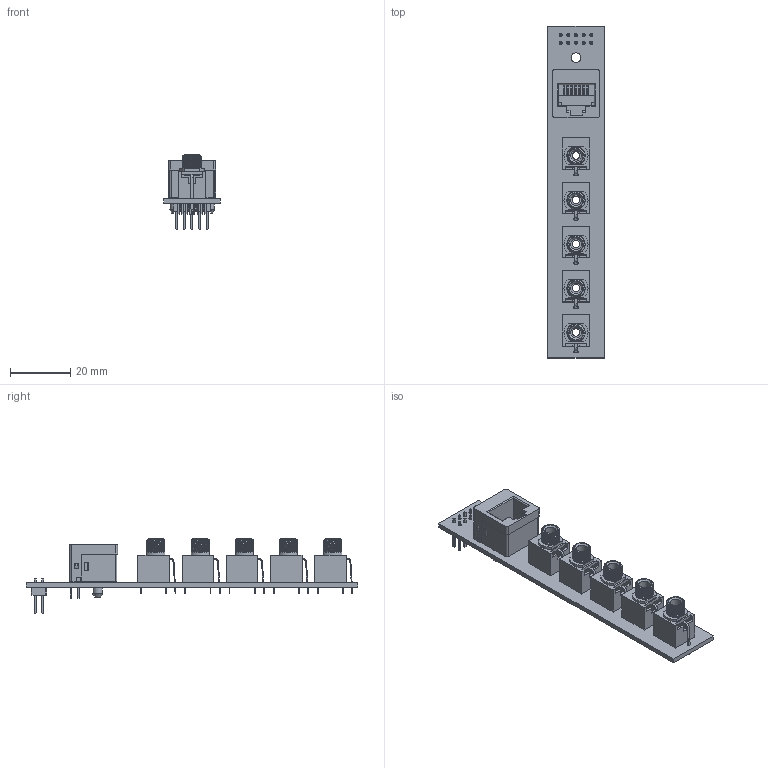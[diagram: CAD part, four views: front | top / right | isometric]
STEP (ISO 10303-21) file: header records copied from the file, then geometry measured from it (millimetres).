
FILE_DESCRIPTION(('KiCad electronic assembly'),'2;1');
FILE_NAME('Base_Controls.step','2023-03-30T10:56:02',('Pcbnew'),('Kicad' ),'Open CASCADE STEP processor 7.6','KiCad to STEP converter', 'Unknown');
FILE_SCHEMA(('AUTOMOTIVE_DESIGN { 1 0 10303 214 1 1 1 1 }'));
Length unit declared in the file: millimetre
Products named in the file (10): Base_Controls 1; 428788506; COMPOUND; PJ301M-12 Thonkiconn v0.2; SOLID; PinHeader_2x05_P2.54mm_Vertical; PCB
Assembly tree (13 placements, depth 3):
  Base_Controls 1
    428788506
      COMPOUND
    PJ301M-12 Thonkiconn v0.2  x5
      SOLID
      SOLID
      SOLID
    PinHeader_2x05_P2.54mm_Vertical
      SOLID
    PCB
Bounding box: 18.8 x 110 x 24.72 mm (x, y, z)
Volume: 7028.1 mm3; surface area: 12641.8 mm2
Topology: 20 solids, 20 shells, 1158 faces, 3123 edges, 2045 vertices
Faces by surface type: plane 1042, cylinder 94, cone 12, bspline 10
Full cylindrical faces by diameter (mm): 0.762 x2, 0.9 x8, 1 x10, 1.016 x2, 2.5 x5, 3.2 x1, 3.33 x2, 3.6 x5, 3.966 x5
Entity records: 66037 total; most frequent: CARTESIAN_POINT 13444, DIRECTION 9317, LINE 7150, VECTOR 7150, ORIENTED_EDGE 4982, PCURVE 4982, DEFINITIONAL_REPRESENTATION 4982, EDGE_CURVE 2491
